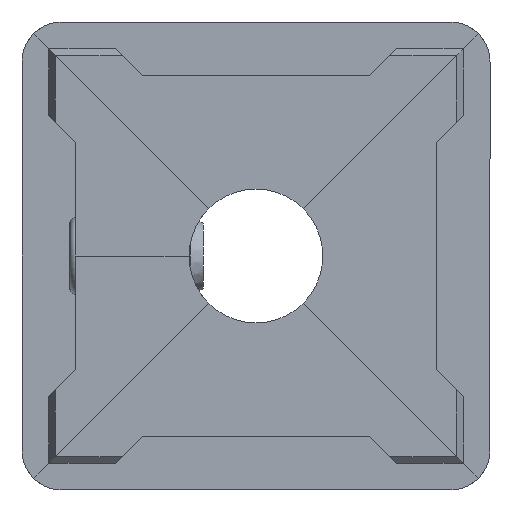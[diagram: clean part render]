
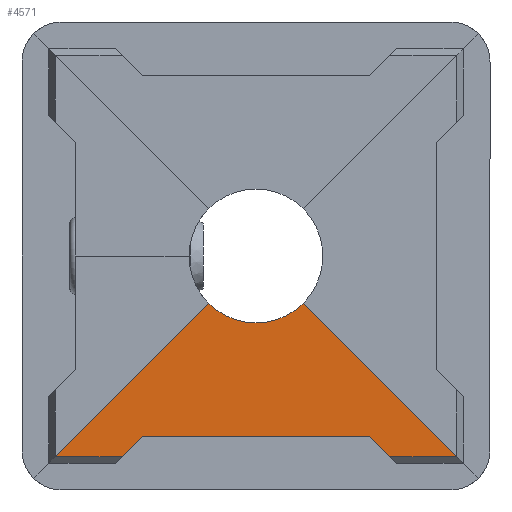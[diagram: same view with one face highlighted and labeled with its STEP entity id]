
A CAD part, front view. The second image highlights one B-rep face of the part: STEP entity #4571.
In plain terms, the highlighted planar face has unit normal (0, -1, 0).
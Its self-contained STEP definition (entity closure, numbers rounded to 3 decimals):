
#78 = ORIENTED_EDGE ( 'NONE', *, *, #4092, .F. ) ;
#157 = CARTESIAN_POINT ( 'NONE',  ( -17.5, 0., -15. ) ) ;
#176 = EDGE_CURVE ( 'NONE', #1706, #1741, #591, .T. ) ;
#230 = AXIS2_PLACEMENT_3D ( 'NONE', #3527, #266, #1695 ) ;
#253 = VERTEX_POINT ( 'NONE', #3061 ) ;
#266 = DIRECTION ( 'NONE',  ( 0., 1., 0. ) ) ;
#325 = EDGE_CURVE ( 'NONE', #3340, #253, #2960, .T. ) ;
#369 = ORIENTED_EDGE ( 'NONE', *, *, #176, .T. ) ;
#402 = VERTEX_POINT ( 'NONE', #4355 ) ;
#430 = VECTOR ( 'NONE', #1468, 1000. ) ;
#459 = DIRECTION ( 'NONE',  ( -0.707, 0., -0.707 ) ) ;
#469 = EDGE_CURVE ( 'NONE', #3340, #2294, #4465, .T. ) ;
#489 = CARTESIAN_POINT ( 'NONE',  ( 0., 0., -5. ) ) ;
#580 = CARTESIAN_POINT ( 'NONE',  ( -17.5, 0., 0. ) ) ;
#591 = LINE ( 'NONE', #4197, #4383 ) ;
#677 = AXIS2_PLACEMENT_3D ( 'NONE', #2212, #2316, #870 ) ;
#800 = DIRECTION ( 'NONE',  ( -0.707, 0., 0.707 ) ) ;
#849 = EDGE_CURVE ( 'NONE', #253, #1394, #4394, .T. ) ;
#870 = DIRECTION ( 'NONE',  ( 0., 0., 1. ) ) ;
#907 = DIRECTION ( 'NONE',  ( 1., 0., 0. ) ) ;
#908 = CIRCLE ( 'NONE', #230, 5. ) ;
#980 = VECTOR ( 'NONE', #2567, 1000. ) ;
#1014 = DIRECTION ( 'NONE',  ( 0., 1., 0. ) ) ;
#1307 = ORIENTED_EDGE ( 'NONE', *, *, #2228, .F. ) ;
#1309 = FACE_OUTER_BOUND ( 'NONE', #4437, .T. ) ;
#1394 = VERTEX_POINT ( 'NONE', #2708 ) ;
#1468 = DIRECTION ( 'NONE',  ( -1., 0., 0. ) ) ;
#1695 = DIRECTION ( 'NONE',  ( 0., 0., 1. ) ) ;
#1706 = VERTEX_POINT ( 'NONE', #2139 ) ;
#1741 = VERTEX_POINT ( 'NONE', #4412 ) ;
#1770 = ORIENTED_EDGE ( 'NONE', *, *, #4396, .T. ) ;
#1781 = VECTOR ( 'NONE', #800, 1000. ) ;
#1962 = ORIENTED_EDGE ( 'NONE', *, *, #469, .T. ) ;
#2071 = ORIENTED_EDGE ( 'NONE', *, *, #849, .F. ) ;
#2118 = VERTEX_POINT ( 'NONE', #2856 ) ;
#2124 = ORIENTED_EDGE ( 'NONE', *, *, #4368, .T. ) ;
#2128 = AXIS2_PLACEMENT_3D ( 'NONE', #580, #1014, #4638 ) ;
#2139 = CARTESIAN_POINT ( 'NONE',  ( -15., 0., -15. ) ) ;
#2212 = CARTESIAN_POINT ( 'NONE',  ( 0., 0., 0. ) ) ;
#2228 = EDGE_CURVE ( 'NONE', #1394, #1741, #2986, .T. ) ;
#2294 = VERTEX_POINT ( 'NONE', #4568 ) ;
#2316 = DIRECTION ( 'NONE',  ( 0., 1., 0. ) ) ;
#2543 = EDGE_CURVE ( 'NONE', #2118, #1706, #4108, .T. ) ;
#2567 = DIRECTION ( 'NONE',  ( 0.707, 0., -0.707 ) ) ;
#2697 = CARTESIAN_POINT ( 'NONE',  ( -8.5, 0., -13.5 ) ) ;
#2708 = CARTESIAN_POINT ( 'NONE',  ( -8.5, 0., -13.5 ) ) ;
#2728 = CIRCLE ( 'NONE', #677, 5. ) ;
#2791 = ORIENTED_EDGE ( 'NONE', *, *, #2543, .T. ) ;
#2856 = CARTESIAN_POINT ( 'NONE',  ( -3.536, 0., -3.536 ) ) ;
#2960 = LINE ( 'NONE', #4019, #1781 ) ;
#2986 = LINE ( 'NONE', #2697, #3786 ) ;
#2991 = CARTESIAN_POINT ( 'NONE',  ( -8.75, 0., 8.75 ) ) ;
#3004 = VERTEX_POINT ( 'NONE', #489 ) ;
#3048 = DIRECTION ( 'NONE',  ( -0.707, 0., -0.707 ) ) ;
#3061 = CARTESIAN_POINT ( 'NONE',  ( 8.5, 0., -13.5 ) ) ;
#3192 = PLANE ( 'NONE',  #2128 ) ;
#3340 = VERTEX_POINT ( 'NONE', #3349 ) ;
#3349 = CARTESIAN_POINT ( 'NONE',  ( 10., 0., -15. ) ) ;
#3527 = CARTESIAN_POINT ( 'NONE',  ( 0., 0., 0. ) ) ;
#3624 = VECTOR ( 'NONE', #4542, 1000. ) ;
#3682 = CARTESIAN_POINT ( 'NONE',  ( -8.75, 0., -8.75 ) ) ;
#3786 = VECTOR ( 'NONE', #3048, 1000. ) ;
#4019 = CARTESIAN_POINT ( 'NONE',  ( 12.5, 0., -17.5 ) ) ;
#4092 = EDGE_CURVE ( 'NONE', #402, #2294, #4452, .T. ) ;
#4108 = LINE ( 'NONE', #3682, #4409 ) ;
#4197 = CARTESIAN_POINT ( 'NONE',  ( -17.5, 0., -15. ) ) ;
#4251 = ORIENTED_EDGE ( 'NONE', *, *, #325, .F. ) ;
#4355 = CARTESIAN_POINT ( 'NONE',  ( 3.536, 0., -3.536 ) ) ;
#4368 = EDGE_CURVE ( 'NONE', #3004, #2118, #908, .T. ) ;
#4370 = CARTESIAN_POINT ( 'NONE',  ( 8.5, 0., -13.5 ) ) ;
#4383 = VECTOR ( 'NONE', #907, 1000. ) ;
#4394 = LINE ( 'NONE', #4370, #430 ) ;
#4396 = EDGE_CURVE ( 'NONE', #402, #3004, #2728, .T. ) ;
#4409 = VECTOR ( 'NONE', #459, 1000. ) ;
#4412 = CARTESIAN_POINT ( 'NONE',  ( -10., 0., -15. ) ) ;
#4437 = EDGE_LOOP ( 'NONE', ( #78, #1770, #2124, #2791, #369, #1307, #2071, #4251, #1962 ) ) ;
#4452 = LINE ( 'NONE', #2991, #980 ) ;
#4465 = LINE ( 'NONE', #157, #3624 ) ;
#4542 = DIRECTION ( 'NONE',  ( 1., 0., 0. ) ) ;
#4568 = CARTESIAN_POINT ( 'NONE',  ( 15., 0., -15. ) ) ;
#4571 = ADVANCED_FACE ( 'NONE', ( #1309 ), #3192, .F. ) ;
#4638 = DIRECTION ( 'NONE',  ( 0., 0., 1. ) ) ;
